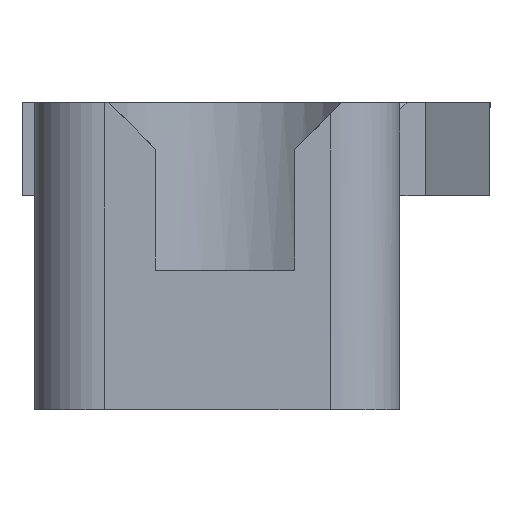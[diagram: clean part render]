
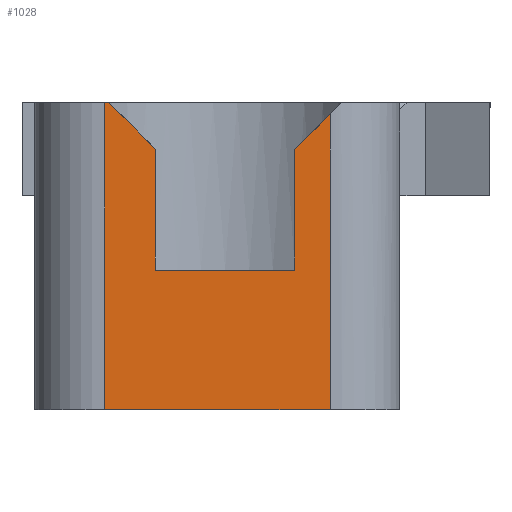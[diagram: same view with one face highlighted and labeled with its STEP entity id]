
A CAD part, left-side view. The second image highlights one B-rep face of the part: STEP entity #1028.
In plain terms, the highlighted planar face has unit normal (-1, 0, 0).
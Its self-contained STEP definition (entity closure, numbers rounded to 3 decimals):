
#102=FACE_OUTER_BOUND('',#157,.T.);
#157=EDGE_LOOP('',(#825,#826,#827,#828,#829,#830,#831,#832,#833));
#252=LINE('',#1638,#366);
#253=LINE('',#1641,#367);
#254=LINE('',#1643,#368);
#255=LINE('',#1645,#369);
#256=LINE('',#1647,#370);
#257=LINE('',#1649,#371);
#258=LINE('',#1651,#372);
#259=LINE('',#1653,#373);
#260=LINE('',#1654,#374);
#366=VECTOR('',#1334,10.);
#367=VECTOR('',#1337,10.);
#368=VECTOR('',#1338,10.);
#369=VECTOR('',#1339,10.);
#370=VECTOR('',#1340,10.);
#371=VECTOR('',#1341,10.);
#372=VECTOR('',#1342,10.);
#373=VECTOR('',#1343,10.);
#374=VECTOR('',#1344,10.);
#469=VERTEX_POINT('',#1629);
#473=VERTEX_POINT('',#1636);
#474=VERTEX_POINT('',#1640);
#475=VERTEX_POINT('',#1642);
#476=VERTEX_POINT('',#1644);
#477=VERTEX_POINT('',#1646);
#478=VERTEX_POINT('',#1648);
#479=VERTEX_POINT('',#1650);
#480=VERTEX_POINT('',#1652);
#598=EDGE_CURVE('',#473,#469,#252,.T.);
#599=EDGE_CURVE('',#473,#474,#253,.T.);
#600=EDGE_CURVE('',#474,#475,#254,.T.);
#601=EDGE_CURVE('',#475,#476,#255,.T.);
#602=EDGE_CURVE('',#477,#476,#256,.T.);
#603=EDGE_CURVE('',#477,#478,#257,.T.);
#604=EDGE_CURVE('',#479,#478,#258,.T.);
#605=EDGE_CURVE('',#479,#480,#259,.T.);
#606=EDGE_CURVE('',#469,#480,#260,.T.);
#825=ORIENTED_EDGE('',*,*,#598,.F.);
#826=ORIENTED_EDGE('',*,*,#599,.T.);
#827=ORIENTED_EDGE('',*,*,#600,.T.);
#828=ORIENTED_EDGE('',*,*,#601,.T.);
#829=ORIENTED_EDGE('',*,*,#602,.F.);
#830=ORIENTED_EDGE('',*,*,#603,.T.);
#831=ORIENTED_EDGE('',*,*,#604,.F.);
#832=ORIENTED_EDGE('',*,*,#605,.T.);
#833=ORIENTED_EDGE('',*,*,#606,.F.);
#982=PLANE('',#1128);
#1028=ADVANCED_FACE('',(#102),#982,.F.);
#1128=AXIS2_PLACEMENT_3D('',#1639,#1335,#1336);
#1334=DIRECTION('',(0.,-0.707,0.707));
#1335=DIRECTION('center_axis',(1.,0.,0.));
#1336=DIRECTION('ref_axis',(0.,-1.,0.));
#1337=DIRECTION('',(0.,0.,-1.));
#1338=DIRECTION('',(0.,1.,0.));
#1339=DIRECTION('',(0.,0.,1.));
#1340=DIRECTION('',(0.,-0.707,-0.707));
#1341=DIRECTION('',(0.,1.,0.));
#1342=DIRECTION('',(0.,0.,1.));
#1343=DIRECTION('',(0.,-1.,0.));
#1344=DIRECTION('',(0.,0.,-1.));
#1629=CARTESIAN_POINT('',(-17.725,-2.45,6.258));
#1636=CARTESIAN_POINT('',(-17.725,-1.692,5.5));
#1638=CARTESIAN_POINT('',(-17.725,-0.281,4.09));
#1639=CARTESIAN_POINT('Origin',(-17.725,3.95,4.5));
#1640=CARTESIAN_POINT('',(-17.725,-1.692,2.9));
#1641=CARTESIAN_POINT('',(-17.725,-1.692,3.7));
#1642=CARTESIAN_POINT('',(-17.725,1.308,2.9));
#1643=CARTESIAN_POINT('',(-17.725,1.879,2.9));
#1644=CARTESIAN_POINT('',(-17.725,1.308,5.5));
#1645=CARTESIAN_POINT('',(-17.725,1.308,3.7));
#1646=CARTESIAN_POINT('',(-17.725,2.308,6.5));
#1647=CARTESIAN_POINT('',(-17.725,1.969,6.16));
#1648=CARTESIAN_POINT('',(-17.725,2.4,6.5));
#1649=CARTESIAN_POINT('',(-17.725,1.975,6.5));
#1650=CARTESIAN_POINT('',(-17.725,2.4,-0.1));
#1651=CARTESIAN_POINT('',(-17.725,2.4,5.5));
#1652=CARTESIAN_POINT('',(-17.725,-2.45,-0.1));
#1653=CARTESIAN_POINT('',(-17.725,1.975,-0.1));
#1654=CARTESIAN_POINT('',(-17.725,-2.45,4.5));
